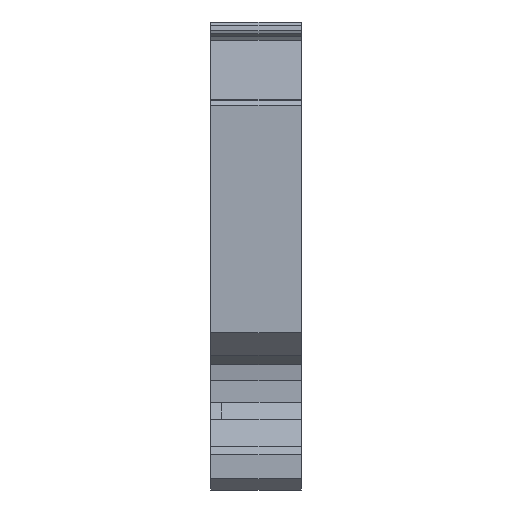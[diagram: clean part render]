
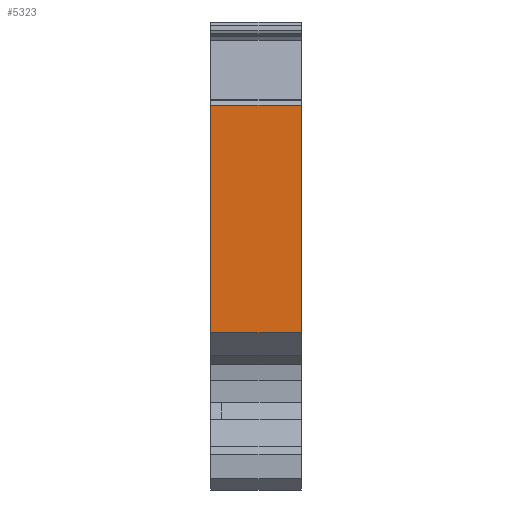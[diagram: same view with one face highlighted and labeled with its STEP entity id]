
A CAD part, left-side view. The second image highlights one B-rep face of the part: STEP entity #5323.
In plain terms, the highlighted free-form (B-spline) face has degree [1, 1] with [2, 2] control points.
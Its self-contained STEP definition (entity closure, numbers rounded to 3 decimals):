
#41=CARTESIAN_POINT('',(-29.8,8.2,28.683));
#42=VERTEX_POINT('',#41);
#51=CARTESIAN_POINT('',(-29.8,0.,28.683));
#52=VERTEX_POINT('',#51);
#53=CARTESIAN_POINT('',(-29.8,8.2,28.683));
#54=CARTESIAN_POINT('',(-29.8,0.,28.683));
#55=B_SPLINE_CURVE_WITH_KNOTS('',1,(#53,#54),.POLYLINE_FORM.,.F.,.U.,(2,2),(0.,1.),.UNSPECIFIED.);
#56=EDGE_CURVE('',#42,#52,#55,.T.);
#1744=CARTESIAN_POINT('',(-29.8,8.2,8.1));
#1745=VERTEX_POINT('',#1744);
#1753=CARTESIAN_POINT('',(-29.8,0.,8.1));
#1754=VERTEX_POINT('',#1753);
#1761=CARTESIAN_POINT('',(-29.8,8.2,8.1));
#1762=CARTESIAN_POINT('',(-29.8,0.,8.1));
#1763=B_SPLINE_CURVE_WITH_KNOTS('',1,(#1761,#1762),.POLYLINE_FORM.,.F.,.U.,(2,2),(0.,1.),.UNSPECIFIED.);
#1764=EDGE_CURVE('',#1745,#1754,#1763,.T.);
#5304=CARTESIAN_POINT('',(-29.8,-1.005,5.187));
#5305=CARTESIAN_POINT('',(-29.8,9.205,5.187));
#5306=CARTESIAN_POINT('',(-29.8,-1.005,30.747));
#5307=CARTESIAN_POINT('',(-29.8,9.205,30.747));
#5308=B_SPLINE_SURFACE_WITH_KNOTS('',1,1,((#5304,#5305),(#5306,#5307)),.PLANE_SURF.,.F.,.F.,.U.,(2,2),(2,2),(0.,1.),(0.,1.),.UNSPECIFIED.);
#5309=ORIENTED_EDGE('',*,*,#56,.F.);
#5310=CARTESIAN_POINT('',(-29.8,8.2,8.1));
#5311=CARTESIAN_POINT('',(-29.8,8.2,28.683));
#5312=B_SPLINE_CURVE_WITH_KNOTS('',1,(#5310,#5311),.POLYLINE_FORM.,.F.,.U.,(2,2),(0.,1.),.UNSPECIFIED.);
#5313=EDGE_CURVE('',#1745,#42,#5312,.T.);
#5314=ORIENTED_EDGE('',*,*,#5313,.F.);
#5315=ORIENTED_EDGE('',*,*,#1764,.T.);
#5316=CARTESIAN_POINT('',(-29.8,0.,28.683));
#5317=CARTESIAN_POINT('',(-29.8,0.,8.1));
#5318=B_SPLINE_CURVE_WITH_KNOTS('',1,(#5316,#5317),.POLYLINE_FORM.,.F.,.U.,(2,2),(0.,1.),.UNSPECIFIED.);
#5319=EDGE_CURVE('',#52,#1754,#5318,.T.);
#5320=ORIENTED_EDGE('',*,*,#5319,.F.);
#5321=EDGE_LOOP('',(#5309,#5314,#5315,#5320));
#5322=FACE_OUTER_BOUND('',#5321,.T.);
#5323=ADVANCED_FACE('',(#5322),#5308,.T.);
